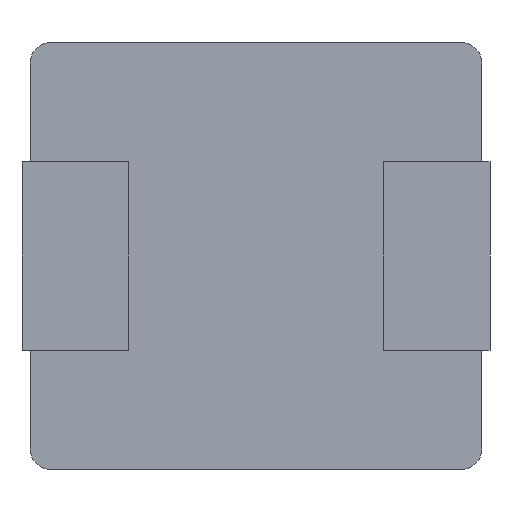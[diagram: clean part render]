
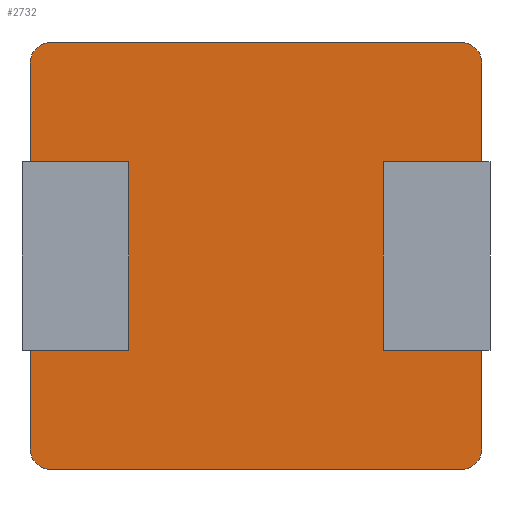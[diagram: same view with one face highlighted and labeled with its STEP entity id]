
A CAD part, front view. The second image highlights one B-rep face of the part: STEP entity #2732.
In plain terms, the highlighted planar face has unit normal (0, -1, 0).
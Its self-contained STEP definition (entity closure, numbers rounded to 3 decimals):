
#3 = FACE_OUTER_BOUND ( 'NONE', #482, .T. ) ;
#133 = DIRECTION ( 'NONE',  ( 0., 0., -1. ) ) ;
#152 = CIRCLE ( 'NONE', #2832, 0.25 ) ;
#201 = CARTESIAN_POINT ( 'NONE',  ( 0.25, 0., -5.2 ) ) ;
#205 = DIRECTION ( 'NONE',  ( 0., -1., 0. ) ) ;
#206 = EDGE_CURVE ( 'NONE', #3181, #883, #1268, .T. ) ;
#207 = VECTOR ( 'NONE', #2561, 1000. ) ;
#239 = ORIENTED_EDGE ( 'NONE', *, *, #2201, .F. ) ;
#289 = EDGE_CURVE ( 'NONE', #1841, #3381, #152, .T. ) ;
#379 = LINE ( 'NONE', #1919, #207 ) ;
#461 = VERTEX_POINT ( 'NONE', #711 ) ;
#478 = CARTESIAN_POINT ( 'NONE',  ( 5.5, 0., -0.25 ) ) ;
#482 = EDGE_LOOP ( 'NONE', ( #2440, #1259, #239, #3691, #1864, #1020, #2749, #4010 ) ) ;
#711 = CARTESIAN_POINT ( 'NONE',  ( 5.25, 0., 0. ) ) ;
#781 = CARTESIAN_POINT ( 'NONE',  ( 0.25, 0., -0.25 ) ) ;
#787 = CARTESIAN_POINT ( 'NONE',  ( 5.25, 0., -4.95 ) ) ;
#790 = DIRECTION ( 'NONE',  ( 0., -1., 0. ) ) ;
#853 = DIRECTION ( 'NONE',  ( 0., -1., 0. ) ) ;
#883 = VERTEX_POINT ( 'NONE', #1178 ) ;
#1020 = ORIENTED_EDGE ( 'NONE', *, *, #2728, .T. ) ;
#1061 = AXIS2_PLACEMENT_3D ( 'NONE', #2330, #790, #3005 ) ;
#1081 = DIRECTION ( 'NONE',  ( 0., -1., 0. ) ) ;
#1153 = DIRECTION ( 'NONE',  ( 0., 0., -1. ) ) ;
#1178 = CARTESIAN_POINT ( 'NONE',  ( 0., 0., -0.25 ) ) ;
#1186 = CARTESIAN_POINT ( 'NONE',  ( 5.5, 0., 0. ) ) ;
#1188 = LINE ( 'NONE', #2368, #3474 ) ;
#1257 = CARTESIAN_POINT ( 'NONE',  ( 0., 0., 0. ) ) ;
#1259 = ORIENTED_EDGE ( 'NONE', *, *, #2677, .T. ) ;
#1268 = CIRCLE ( 'NONE', #3510, 0.25 ) ;
#1288 = DIRECTION ( 'NONE',  ( -1., 0., 0. ) ) ;
#1392 = VERTEX_POINT ( 'NONE', #1728 ) ;
#1447 = CIRCLE ( 'NONE', #1061, 0.25 ) ;
#1520 = EDGE_CURVE ( 'NONE', #2701, #3381, #2710, .T. ) ;
#1728 = CARTESIAN_POINT ( 'NONE',  ( 0., 0., -4.95 ) ) ;
#1807 = AXIS2_PLACEMENT_3D ( 'NONE', #1257, #853, #3397 ) ;
#1841 = VERTEX_POINT ( 'NONE', #2470 ) ;
#1861 = DIRECTION ( 'NONE',  ( 0., 0., -1. ) ) ;
#1864 = ORIENTED_EDGE ( 'NONE', *, *, #1520, .F. ) ;
#1919 = CARTESIAN_POINT ( 'NONE',  ( 0., 0., 0. ) ) ;
#2163 = CARTESIAN_POINT ( 'NONE',  ( 0., 0., -5.2 ) ) ;
#2173 = PLANE ( 'NONE',  #1807 ) ;
#2201 = EDGE_CURVE ( 'NONE', #1841, #3289, #3710, .T. ) ;
#2326 = CIRCLE ( 'NONE', #2792, 0.25 ) ;
#2330 = CARTESIAN_POINT ( 'NONE',  ( 0.25, 0., -4.95 ) ) ;
#2368 = CARTESIAN_POINT ( 'NONE',  ( 0., 0., 0. ) ) ;
#2440 = ORIENTED_EDGE ( 'NONE', *, *, #2554, .F. ) ;
#2470 = CARTESIAN_POINT ( 'NONE',  ( 5.25, 0., -5.2 ) ) ;
#2554 = EDGE_CURVE ( 'NONE', #1392, #883, #379, .T. ) ;
#2561 = DIRECTION ( 'NONE',  ( 0., 0., 1. ) ) ;
#2677 = EDGE_CURVE ( 'NONE', #1392, #3289, #1447, .T. ) ;
#2701 = VERTEX_POINT ( 'NONE', #478 ) ;
#2710 = LINE ( 'NONE', #1186, #3468 ) ;
#2728 = EDGE_CURVE ( 'NONE', #2701, #461, #2326, .T. ) ;
#2732 = ADVANCED_FACE ( 'NONE', ( #3 ), #2173, .T. ) ;
#2749 = ORIENTED_EDGE ( 'NONE', *, *, #3255, .F. ) ;
#2792 = AXIS2_PLACEMENT_3D ( 'NONE', #3023, #3939, #1861 ) ;
#2798 = DIRECTION ( 'NONE',  ( 0., 0., -1. ) ) ;
#2832 = AXIS2_PLACEMENT_3D ( 'NONE', #787, #205, #1153 ) ;
#3005 = DIRECTION ( 'NONE',  ( 0., 0., -1. ) ) ;
#3023 = CARTESIAN_POINT ( 'NONE',  ( 5.25, 0., -0.25 ) ) ;
#3102 = CARTESIAN_POINT ( 'NONE',  ( 5.5, 0., -4.95 ) ) ;
#3181 = VERTEX_POINT ( 'NONE', #3469 ) ;
#3255 = EDGE_CURVE ( 'NONE', #3181, #461, #1188, .T. ) ;
#3289 = VERTEX_POINT ( 'NONE', #201 ) ;
#3381 = VERTEX_POINT ( 'NONE', #3102 ) ;
#3397 = DIRECTION ( 'NONE',  ( 0., 0., -1. ) ) ;
#3468 = VECTOR ( 'NONE', #2798, 1000. ) ;
#3469 = CARTESIAN_POINT ( 'NONE',  ( 0.25, 0., 0. ) ) ;
#3474 = VECTOR ( 'NONE', #3591, 1000. ) ;
#3510 = AXIS2_PLACEMENT_3D ( 'NONE', #781, #1081, #133 ) ;
#3591 = DIRECTION ( 'NONE',  ( 1., 0., 0. ) ) ;
#3691 = ORIENTED_EDGE ( 'NONE', *, *, #289, .T. ) ;
#3710 = LINE ( 'NONE', #2163, #3773 ) ;
#3773 = VECTOR ( 'NONE', #1288, 1000. ) ;
#3939 = DIRECTION ( 'NONE',  ( 0., -1., 0. ) ) ;
#4010 = ORIENTED_EDGE ( 'NONE', *, *, #206, .T. ) ;
